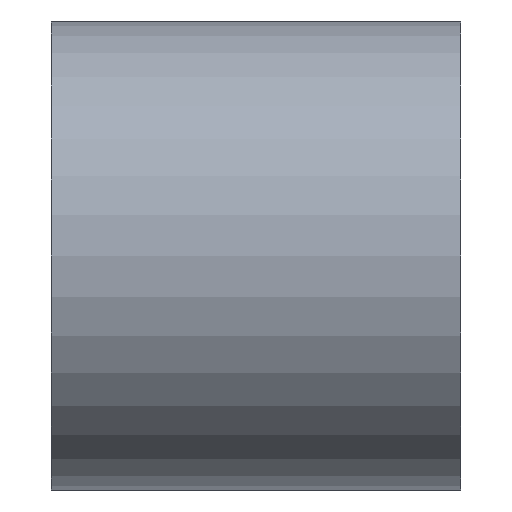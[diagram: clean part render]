
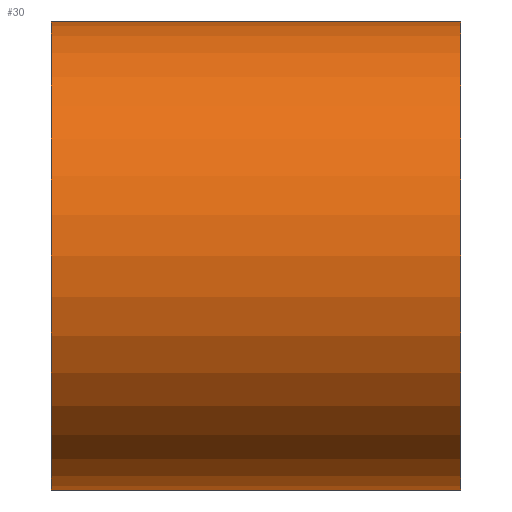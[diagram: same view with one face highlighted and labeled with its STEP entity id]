
A CAD part, left-side view. The second image highlights one B-rep face of the part: STEP entity #30.
In plain terms, the highlighted cylindrical face has radius 2 mm (diameter 4 mm), a partial arc.
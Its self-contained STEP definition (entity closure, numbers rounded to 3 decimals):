
#3 = ORIENTED_EDGE ( 'NONE', *, *, #125, .T. ) ;
#4 = AXIS2_PLACEMENT_3D ( 'NONE', #132, #191, #115 ) ;
#10 = EDGE_CURVE ( 'NONE', #107, #133, #94, .T. ) ;
#12 = DIRECTION ( 'NONE',  ( 0., 1., 0. ) ) ;
#17 = EDGE_CURVE ( 'NONE', #166, #109, #153, .T. ) ;
#30 = ADVANCED_FACE ( 'NONE', ( #47 ), #49, .T. ) ;
#33 = CARTESIAN_POINT ( 'NONE',  ( -9., 3.5, 2. ) ) ;
#34 = DIRECTION ( 'NONE',  ( 0., -1., 0. ) ) ;
#35 = CARTESIAN_POINT ( 'NONE',  ( -9., 3.5, 0. ) ) ;
#38 = AXIS2_PLACEMENT_3D ( 'NONE', #35, #186, #142 ) ;
#47 = FACE_OUTER_BOUND ( 'NONE', #116, .T. ) ;
#49 = CYLINDRICAL_SURFACE ( 'NONE', #38, 2. ) ;
#56 = VECTOR ( 'NONE', #34, 1000. ) ;
#63 = CIRCLE ( 'NONE', #4, 2. ) ;
#85 = CARTESIAN_POINT ( 'NONE',  ( -9., 0., -2. ) ) ;
#94 = LINE ( 'NONE', #33, #134 ) ;
#98 = DIRECTION ( 'NONE',  ( 0., -1., 0. ) ) ;
#107 = VERTEX_POINT ( 'NONE', #172 ) ;
#109 = VERTEX_POINT ( 'NONE', #85 ) ;
#115 = DIRECTION ( 'NONE',  ( 0., 0., 1. ) ) ;
#116 = EDGE_LOOP ( 'NONE', ( #3, #167, #118, #163 ) ) ;
#118 = ORIENTED_EDGE ( 'NONE', *, *, #154, .F. ) ;
#125 = EDGE_CURVE ( 'NONE', #109, #133, #140, .T. ) ;
#130 = CARTESIAN_POINT ( 'NONE',  ( -9., 0., 0. ) ) ;
#131 = CARTESIAN_POINT ( 'NONE',  ( -9., 0., 2. ) ) ;
#132 = CARTESIAN_POINT ( 'NONE',  ( -9., 3.5, 0. ) ) ;
#133 = VERTEX_POINT ( 'NONE', #131 ) ;
#134 = VECTOR ( 'NONE', #98, 1000. ) ;
#140 = CIRCLE ( 'NONE', #169, 2. ) ;
#142 = DIRECTION ( 'NONE',  ( 0., 0., -1. ) ) ;
#151 = CARTESIAN_POINT ( 'NONE',  ( -9., 3.5, -2. ) ) ;
#153 = LINE ( 'NONE', #151, #56 ) ;
#154 = EDGE_CURVE ( 'NONE', #166, #107, #63, .T. ) ;
#163 = ORIENTED_EDGE ( 'NONE', *, *, #17, .T. ) ;
#166 = VERTEX_POINT ( 'NONE', #171 ) ;
#167 = ORIENTED_EDGE ( 'NONE', *, *, #10, .F. ) ;
#169 = AXIS2_PLACEMENT_3D ( 'NONE', #130, #12, #187 ) ;
#171 = CARTESIAN_POINT ( 'NONE',  ( -9., 3.5, -2. ) ) ;
#172 = CARTESIAN_POINT ( 'NONE',  ( -9., 3.5, 2. ) ) ;
#186 = DIRECTION ( 'NONE',  ( 0., -1., 0. ) ) ;
#187 = DIRECTION ( 'NONE',  ( 0., 0., 1. ) ) ;
#191 = DIRECTION ( 'NONE',  ( 0., 1., 0. ) ) ;
